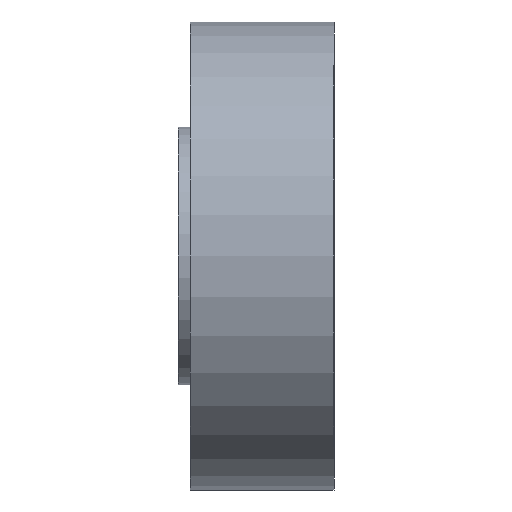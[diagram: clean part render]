
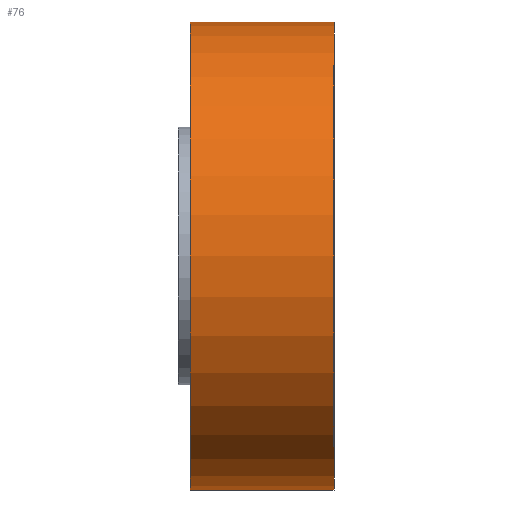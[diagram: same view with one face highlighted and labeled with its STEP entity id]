
A CAD part, left-side view. The second image highlights one B-rep face of the part: STEP entity #76.
In plain terms, the highlighted cylindrical face has radius 19.05 mm (diameter 38.1 mm), a partial arc.
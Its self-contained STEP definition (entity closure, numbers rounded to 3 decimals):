
#18 = ORIENTED_EDGE ( 'NONE', *, *, #171, .F. ) ;
#68 = CIRCLE ( 'NONE', #564, 19.05 ) ;
#75 = DIRECTION ( 'NONE',  ( 0., -1., 0. ) ) ;
#76 = ADVANCED_FACE ( 'NONE', ( #79 ), #566, .T. ) ;
#79 = FACE_OUTER_BOUND ( 'NONE', #267, .T. ) ;
#83 = AXIS2_PLACEMENT_3D ( 'NONE', #448, #112, #391 ) ;
#89 = VECTOR ( 'NONE', #75, 1000. ) ;
#100 = VERTEX_POINT ( 'NONE', #379 ) ;
#112 = DIRECTION ( 'NONE',  ( 0., 1., 0. ) ) ;
#128 = CARTESIAN_POINT ( 'NONE',  ( 0., 11.7, 0. ) ) ;
#137 = LINE ( 'NONE', #367, #89 ) ;
#160 = EDGE_CURVE ( 'NONE', #333, #100, #137, .T. ) ;
#171 = EDGE_CURVE ( 'NONE', #740, #327, #181, .T. ) ;
#181 = LINE ( 'NONE', #203, #253 ) ;
#203 = CARTESIAN_POINT ( 'NONE',  ( 0., 11.7, 19.05 ) ) ;
#253 = VECTOR ( 'NONE', #261, 1000. ) ;
#261 = DIRECTION ( 'NONE',  ( 0., -1., 0. ) ) ;
#267 = EDGE_LOOP ( 'NONE', ( #18, #276, #690, #441 ) ) ;
#276 = ORIENTED_EDGE ( 'NONE', *, *, #737, .F. ) ;
#278 = CARTESIAN_POINT ( 'NONE',  ( 0., 0., 19.05 ) ) ;
#319 = DIRECTION ( 'NONE',  ( 0., -1., 0. ) ) ;
#327 = VERTEX_POINT ( 'NONE', #278 ) ;
#333 = VERTEX_POINT ( 'NONE', #704 ) ;
#367 = CARTESIAN_POINT ( 'NONE',  ( 0., 11.7, -19.05 ) ) ;
#373 = AXIS2_PLACEMENT_3D ( 'NONE', #498, #319, #738 ) ;
#377 = DIRECTION ( 'NONE',  ( 0., 1., 0. ) ) ;
#379 = CARTESIAN_POINT ( 'NONE',  ( 0., 0., -19.05 ) ) ;
#391 = DIRECTION ( 'NONE',  ( 0., 0., 1. ) ) ;
#441 = ORIENTED_EDGE ( 'NONE', *, *, #502, .T. ) ;
#448 = CARTESIAN_POINT ( 'NONE',  ( 0., 0., 0. ) ) ;
#498 = CARTESIAN_POINT ( 'NONE',  ( 0., 11.7, 0. ) ) ;
#502 = EDGE_CURVE ( 'NONE', #100, #327, #546, .T. ) ;
#546 = CIRCLE ( 'NONE', #83, 19.05 ) ;
#552 = CARTESIAN_POINT ( 'NONE',  ( 0., 11.7, 19.05 ) ) ;
#563 = DIRECTION ( 'NONE',  ( 0., 0., 1. ) ) ;
#564 = AXIS2_PLACEMENT_3D ( 'NONE', #128, #377, #563 ) ;
#566 = CYLINDRICAL_SURFACE ( 'NONE', #373, 19.05 ) ;
#690 = ORIENTED_EDGE ( 'NONE', *, *, #160, .T. ) ;
#704 = CARTESIAN_POINT ( 'NONE',  ( 0., 11.7, -19.05 ) ) ;
#737 = EDGE_CURVE ( 'NONE', #333, #740, #68, .T. ) ;
#738 = DIRECTION ( 'NONE',  ( 0., 0., -1. ) ) ;
#740 = VERTEX_POINT ( 'NONE', #552 ) ;
